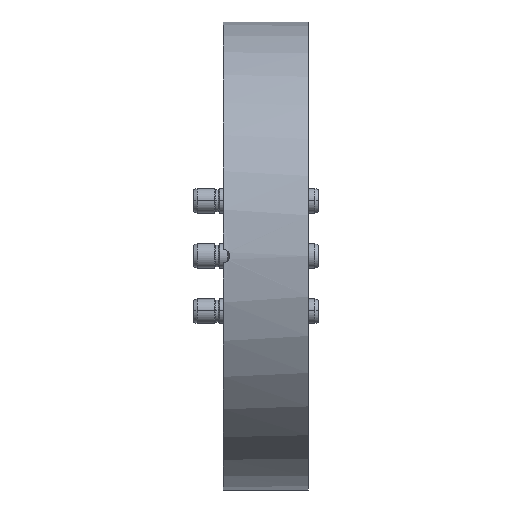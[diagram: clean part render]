
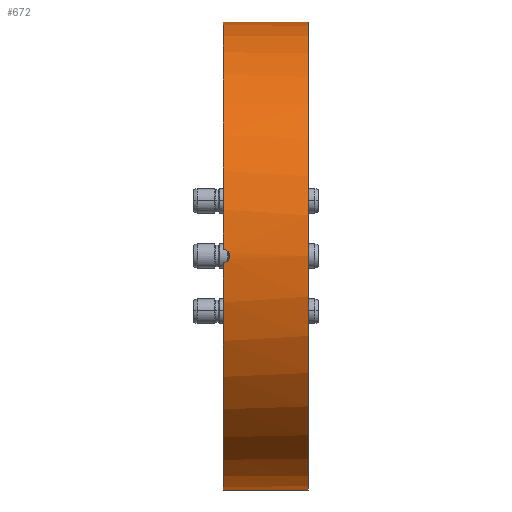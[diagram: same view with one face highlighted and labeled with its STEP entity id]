
A CAD part, left-side view. The second image highlights one B-rep face of the part: STEP entity #672.
In plain terms, the highlighted cylindrical face has radius 34.95 mm (diameter 69.9 mm), a partial arc.
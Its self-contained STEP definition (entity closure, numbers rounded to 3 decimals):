
#68 = CARTESIAN_POINT ( 'NONE',  ( -34.936, -0.132, 1. ) ) ;
#73 = EDGE_CURVE ( 'NONE', #847, #161, #2099, .T. ) ;
#133 = CARTESIAN_POINT ( 'NONE',  ( -34.947, -0.874, 0.503 ) ) ;
#140 = VECTOR ( 'NONE', #1537, 1000. ) ;
#149 = DIRECTION ( 'NONE',  ( 0., 0., 1. ) ) ;
#161 = VERTEX_POINT ( 'NONE', #2901 ) ;
#165 = CARTESIAN_POINT ( 'NONE',  ( 0., 0., 0. ) ) ;
#247 = CARTESIAN_POINT ( 'NONE',  ( 0., -12.7, -34.95 ) ) ;
#274 = DIRECTION ( 'NONE',  ( 0., 1., 0. ) ) ;
#393 = CYLINDRICAL_SURFACE ( 'NONE', #3273, 34.95 ) ;
#399 = B_SPLINE_CURVE_WITH_KNOTS ( 'NONE', 3,
 ( #1114, #68, #3077, #3036, #1716, #1529, #133, #2317, #694, #3384, #1274, #1821, #3193, #2369, #2654, #2929 ),
 .UNSPECIFIED., .F., .F.,
 ( 4, 2, 2, 2, 2, 2, 2, 4 ),
 ( 0., 0., 0.001, 0.001, 0.002, 0.002, 0.002, 0.003 ),
 .UNSPECIFIED. ) ;
#426 = ORIENTED_EDGE ( 'NONE', *, *, #818, .F. ) ;
#439 = EDGE_CURVE ( 'NONE', #2207, #2626, #714, .T. ) ;
#544 = EDGE_CURVE ( 'NONE', #161, #2626, #3110, .T. ) ;
#625 = CARTESIAN_POINT ( 'NONE',  ( -34.936, 0., 1. ) ) ;
#672 = ADVANCED_FACE ( 'NONE', ( #1772 ), #393, .T. ) ;
#684 = EDGE_CURVE ( 'NONE', #2207, #2342, #399, .T. ) ;
#694 = CARTESIAN_POINT ( 'NONE',  ( -34.95, -1., 0.131 ) ) ;
#714 = CIRCLE ( 'NONE', #3376, 34.95 ) ;
#737 = CARTESIAN_POINT ( 'NONE',  ( 0., 0., 0. ) ) ;
#803 = ORIENTED_EDGE ( 'NONE', *, *, #684, .T. ) ;
#818 = EDGE_CURVE ( 'NONE', #2905, #2342, #3102, .T. ) ;
#847 = VERTEX_POINT ( 'NONE', #247 ) ;
#866 = ORIENTED_EDGE ( 'NONE', *, *, #1797, .F. ) ;
#927 = EDGE_LOOP ( 'NONE', ( #866, #1085, #1824, #2141, #803, #426 ) ) ;
#963 = DIRECTION ( 'NONE',  ( 0., 1., 0. ) ) ;
#1085 = ORIENTED_EDGE ( 'NONE', *, *, #73, .T. ) ;
#1114 = CARTESIAN_POINT ( 'NONE',  ( -34.936, 0., 1. ) ) ;
#1274 = CARTESIAN_POINT ( 'NONE',  ( -34.949, -0.974, -0.261 ) ) ;
#1486 = CARTESIAN_POINT ( 'NONE',  ( -34.936, 0., -1. ) ) ;
#1529 = CARTESIAN_POINT ( 'NONE',  ( -34.945, -0.799, 0.615 ) ) ;
#1537 = DIRECTION ( 'NONE',  ( 0., 1., 0. ) ) ;
#1570 = DIRECTION ( 'NONE',  ( 0., 1., 0. ) ) ;
#1716 = CARTESIAN_POINT ( 'NONE',  ( -34.941, -0.615, 0.799 ) ) ;
#1772 = FACE_OUTER_BOUND ( 'NONE', #927, .T. ) ;
#1797 = EDGE_CURVE ( 'NONE', #847, #2905, #2781, .T. ) ;
#1821 = CARTESIAN_POINT ( 'NONE',  ( -34.947, -0.874, -0.503 ) ) ;
#1824 = ORIENTED_EDGE ( 'NONE', *, *, #544, .T. ) ;
#1999 = AXIS2_PLACEMENT_3D ( 'NONE', #3124, #963, #2844 ) ;
#2067 = AXIS2_PLACEMENT_3D ( 'NONE', #165, #1570, #149 ) ;
#2068 = CARTESIAN_POINT ( 'NONE',  ( 0., -12.7, 0. ) ) ;
#2099 = CIRCLE ( 'NONE', #1999, 34.95 ) ;
#2141 = ORIENTED_EDGE ( 'NONE', *, *, #439, .F. ) ;
#2207 = VERTEX_POINT ( 'NONE', #625 ) ;
#2271 = CARTESIAN_POINT ( 'NONE',  ( 0., 0., -34.95 ) ) ;
#2317 = CARTESIAN_POINT ( 'NONE',  ( -34.949, -0.974, 0.263 ) ) ;
#2342 = VERTEX_POINT ( 'NONE', #1486 ) ;
#2369 = CARTESIAN_POINT ( 'NONE',  ( -34.939, -0.521, -0.893 ) ) ;
#2389 = VECTOR ( 'NONE', #274, 1000. ) ;
#2580 = DIRECTION ( 'NONE',  ( 0., 1., 0. ) ) ;
#2608 = DIRECTION ( 'NONE',  ( 0., 0., 1. ) ) ;
#2626 = VERTEX_POINT ( 'NONE', #3182 ) ;
#2654 = CARTESIAN_POINT ( 'NONE',  ( -34.936, -0.264, -1. ) ) ;
#2781 = LINE ( 'NONE', #3366, #140 ) ;
#2844 = DIRECTION ( 'NONE',  ( 0., 0., 1. ) ) ;
#2901 = CARTESIAN_POINT ( 'NONE',  ( 0., -12.7, 34.95 ) ) ;
#2905 = VERTEX_POINT ( 'NONE', #2271 ) ;
#2929 = CARTESIAN_POINT ( 'NONE',  ( -34.936, 0., -1. ) ) ;
#2968 = CARTESIAN_POINT ( 'NONE',  ( 0., -12.7, 34.95 ) ) ;
#3036 = CARTESIAN_POINT ( 'NONE',  ( -34.939, -0.504, 0.874 ) ) ;
#3077 = CARTESIAN_POINT ( 'NONE',  ( -34.936, -0.262, 0.974 ) ) ;
#3102 = CIRCLE ( 'NONE', #2067, 34.95 ) ;
#3110 = LINE ( 'NONE', #2968, #2389 ) ;
#3124 = CARTESIAN_POINT ( 'NONE',  ( 0., -12.7, 0. ) ) ;
#3182 = CARTESIAN_POINT ( 'NONE',  ( 0., 0., 34.95 ) ) ;
#3193 = CARTESIAN_POINT ( 'NONE',  ( -34.945, -0.801, -0.613 ) ) ;
#3273 = AXIS2_PLACEMENT_3D ( 'NONE', #2068, #3425, #3440 ) ;
#3366 = CARTESIAN_POINT ( 'NONE',  ( 0., -12.7, -34.95 ) ) ;
#3376 = AXIS2_PLACEMENT_3D ( 'NONE', #737, #2580, #2608 ) ;
#3384 = CARTESIAN_POINT ( 'NONE',  ( -34.95, -1., -0.13 ) ) ;
#3425 = DIRECTION ( 'NONE',  ( 0., 1., 0. ) ) ;
#3440 = DIRECTION ( 'NONE',  ( 0., 0., 1. ) ) ;
